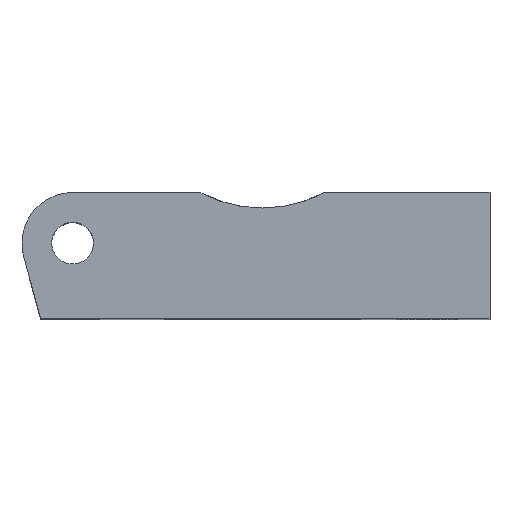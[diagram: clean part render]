
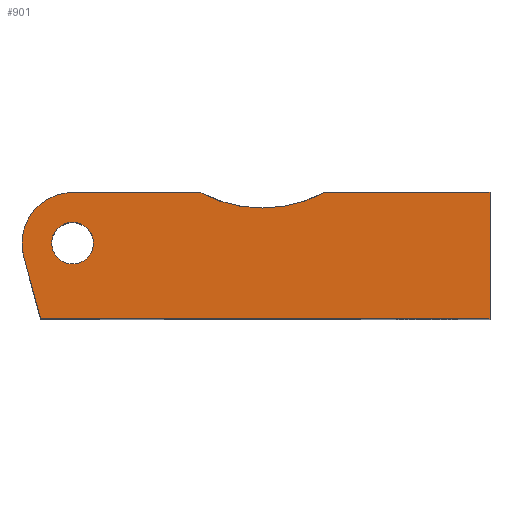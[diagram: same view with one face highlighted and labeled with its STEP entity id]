
A CAD part, top view. The second image highlights one B-rep face of the part: STEP entity #901.
In plain terms, the highlighted planar face has unit normal (0, 0, 1).
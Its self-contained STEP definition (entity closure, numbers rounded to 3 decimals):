
#163 = LINE ( 'NONE', #165, #176 ) ;
#165 = CARTESIAN_POINT ( 'NONE',  ( -18.864, -1.035, 24. ) ) ;
#176 = VECTOR ( 'NONE', #247, 1000. ) ;
#177 = CARTESIAN_POINT ( 'NONE',  ( 0., 13.27, 24. ) ) ;
#178 = CIRCLE ( 'NONE', #239, 10.5 ) ;
#180 = CARTESIAN_POINT ( 'NONE',  ( 18., -6., 24. ) ) ;
#181 = LINE ( 'NONE', #180, #232 ) ;
#183 = DIRECTION ( 'NONE',  ( 0., 0., 1. ) ) ;
#198 = DIRECTION ( 'NONE',  ( 1., 0., 0. ) ) ;
#201 = DIRECTION ( 'NONE',  ( 1., 0., 0. ) ) ;
#202 = DIRECTION ( 'NONE',  ( 0., 0., 1. ) ) ;
#203 = CARTESIAN_POINT ( 'NONE',  ( -15., 0., 24. ) ) ;
#216 = AXIS2_PLACEMENT_3D ( 'NONE', #203, #202, #201 ) ;
#229 = CIRCLE ( 'NONE', #216, 4. ) ;
#231 = DIRECTION ( 'NONE',  ( 0., 1., 0. ) ) ;
#232 = VECTOR ( 'NONE', #231, 1000. ) ;
#239 = AXIS2_PLACEMENT_3D ( 'NONE', #177, #183, #198 ) ;
#247 = DIRECTION ( 'NONE',  ( 0.259, -0.966, 0. ) ) ;
#249 = DIRECTION ( 'NONE',  ( 1., 0., 0. ) ) ;
#258 = AXIS2_PLACEMENT_3D ( 'NONE', #259, #262, #261 ) ;
#259 = CARTESIAN_POINT ( 'NONE',  ( -15., 0., 24. ) ) ;
#260 = PLANE ( 'NONE',  #258 ) ;
#261 = DIRECTION ( 'NONE',  ( 1., 0., 0. ) ) ;
#262 = DIRECTION ( 'NONE',  ( 0., 0., 1. ) ) ;
#268 = FACE_OUTER_BOUND ( 'NONE', #960, .T. ) ;
#270 = FACE_BOUND ( 'NONE', #917, .T. ) ;
#273 = DIRECTION ( 'NONE',  ( 0., 0., 1. ) ) ;
#274 = CARTESIAN_POINT ( 'NONE',  ( -15., 0., 24. ) ) ;
#275 = AXIS2_PLACEMENT_3D ( 'NONE', #274, #273, #249 ) ;
#276 = CIRCLE ( 'NONE', #275, 1.65 ) ;
#890 = EDGE_CURVE ( 'NONE', #1108, #1014, #178, .T. ) ;
#891 = EDGE_CURVE ( 'NONE', #919, #1099, #181, .T. ) ;
#893 = EDGE_CURVE ( 'NONE', #1049, #1074, #229, .T. ) ;
#901 = ADVANCED_FACE ( 'NONE', ( #268, #270 ), #260, .T. ) ;
#910 = EDGE_CURVE ( 'NONE', #1043, #935, #163, .T. ) ;
#915 = EDGE_CURVE ( 'NONE', #1010, #1003, #276, .T. ) ;
#917 = EDGE_LOOP ( 'NONE', ( #950, #925 ) ) ;
#918 = EDGE_CURVE ( 'NONE', #935, #919, #1279, .T. ) ;
#919 = VERTEX_POINT ( 'NONE', #1282 ) ;
#921 = ORIENTED_EDGE ( 'NONE', *, *, #890, .F. ) ;
#925 = ORIENTED_EDGE ( 'NONE', *, *, #915, .F. ) ;
#926 = ORIENTED_EDGE ( 'NONE', *, *, #918, .T. ) ;
#935 = VERTEX_POINT ( 'NONE', #1297 ) ;
#936 = ORIENTED_EDGE ( 'NONE', *, *, #910, .T. ) ;
#937 = ORIENTED_EDGE ( 'NONE', *, *, #1118, .T. ) ;
#941 = ORIENTED_EDGE ( 'NONE', *, *, #893, .T. ) ;
#942 = ORIENTED_EDGE ( 'NONE', *, *, #1101, .T. ) ;
#944 = ORIENTED_EDGE ( 'NONE', *, *, #1146, .T. ) ;
#948 = ORIENTED_EDGE ( 'NONE', *, *, #891, .T. ) ;
#950 = ORIENTED_EDGE ( 'NONE', *, *, #1007, .F. ) ;
#960 = EDGE_LOOP ( 'NONE', ( #921, #942, #941, #937, #936, #926, #948, #944 ) ) ;
#1003 = VERTEX_POINT ( 'NONE', #1348 ) ;
#1007 = EDGE_CURVE ( 'NONE', #1003, #1010, #1369, .T. ) ;
#1010 = VERTEX_POINT ( 'NONE', #1381 ) ;
#1014 = VERTEX_POINT ( 'NONE', #1344 ) ;
#1043 = VERTEX_POINT ( 'NONE', #1419 ) ;
#1049 = VERTEX_POINT ( 'NONE', #1415 ) ;
#1074 = VERTEX_POINT ( 'NONE', #1476 ) ;
#1099 = VERTEX_POINT ( 'NONE', #1556 ) ;
#1101 = EDGE_CURVE ( 'NONE', #1108, #1049, #1544, .T. ) ;
#1108 = VERTEX_POINT ( 'NONE', #1603 ) ;
#1118 = EDGE_CURVE ( 'NONE', #1074, #1043, #1569, .T. ) ;
#1146 = EDGE_CURVE ( 'NONE', #1099, #1014, #1806, .T. ) ;
#1276 = DIRECTION ( 'NONE',  ( 1., 0., 0. ) ) ;
#1277 = VECTOR ( 'NONE', #1276, 1000. ) ;
#1278 = CARTESIAN_POINT ( 'NONE',  ( -17.533, -6., 24. ) ) ;
#1279 = LINE ( 'NONE', #1278, #1277 ) ;
#1282 = CARTESIAN_POINT ( 'NONE',  ( 18., -6., 24. ) ) ;
#1297 = CARTESIAN_POINT ( 'NONE',  ( -17.533, -6., 24. ) ) ;
#1344 = CARTESIAN_POINT ( 'NONE',  ( 4.931, 4., 24. ) ) ;
#1348 = CARTESIAN_POINT ( 'NONE',  ( -16.65, 0., 24. ) ) ;
#1369 = CIRCLE ( 'NONE', #1380, 1.65 ) ;
#1377 = DIRECTION ( 'NONE',  ( 1., 0., 0. ) ) ;
#1378 = DIRECTION ( 'NONE',  ( 0., 0., 1. ) ) ;
#1379 = CARTESIAN_POINT ( 'NONE',  ( -15., 0., 24. ) ) ;
#1380 = AXIS2_PLACEMENT_3D ( 'NONE', #1379, #1378, #1377 ) ;
#1381 = CARTESIAN_POINT ( 'NONE',  ( -13.35, 0., 24. ) ) ;
#1415 = CARTESIAN_POINT ( 'NONE',  ( -15., 4., 24. ) ) ;
#1419 = CARTESIAN_POINT ( 'NONE',  ( -18.864, -1.035, 24. ) ) ;
#1476 = CARTESIAN_POINT ( 'NONE',  ( -19., 0., 24. ) ) ;
#1528 = DIRECTION ( 'NONE',  ( -1., 0., 0. ) ) ;
#1529 = VECTOR ( 'NONE', #1528, 1000. ) ;
#1530 = CARTESIAN_POINT ( 'NONE',  ( -15., 4., 24. ) ) ;
#1544 = LINE ( 'NONE', #1530, #1529 ) ;
#1556 = CARTESIAN_POINT ( 'NONE',  ( 18., 4., 24. ) ) ;
#1569 = CIRCLE ( 'NONE', #1577, 4. ) ;
#1571 = DIRECTION ( 'NONE',  ( 1., 0., 0. ) ) ;
#1572 = DIRECTION ( 'NONE',  ( 0., 0., 1. ) ) ;
#1576 = CARTESIAN_POINT ( 'NONE',  ( -15., 0., 24. ) ) ;
#1577 = AXIS2_PLACEMENT_3D ( 'NONE', #1576, #1572, #1571 ) ;
#1603 = CARTESIAN_POINT ( 'NONE',  ( -4.931, 4., 24. ) ) ;
#1778 = DIRECTION ( 'NONE',  ( -1., 0., 0. ) ) ;
#1779 = VECTOR ( 'NONE', #1778, 1000. ) ;
#1796 = CARTESIAN_POINT ( 'NONE',  ( -15., 4., 24. ) ) ;
#1806 = LINE ( 'NONE', #1796, #1779 ) ;
